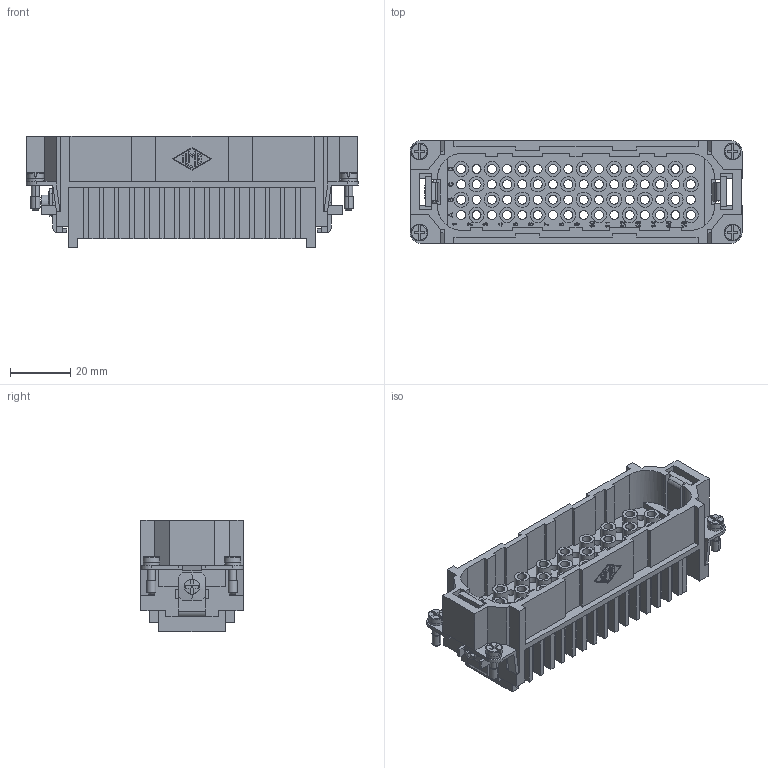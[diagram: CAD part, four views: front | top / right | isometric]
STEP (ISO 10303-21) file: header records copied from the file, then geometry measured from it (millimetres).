
FILE_DESCRIPTION((''),'2;1');
FILE_NAME('CDM 64.stp','2006-12-11T14:36:31',('gembarski'),(''),'Autodesk Inventor 7','Autodesk Inventor 7','');
FILE_SCHEMA(('AUTOMOTIVE_DESIGN { 1 0 10303 214 1 1 1 1 }'));
Length unit declared in the file: millimetre
Products named in the file (1): CDM 64
Bounding box: 110.2 x 34 x 37 mm (x, y, z)
Volume: 42722.8 mm3; surface area: 43581.2 mm2
Topology: 2 solids, 2 shells, 2057 faces, 5438 edges, 3597 vertices
Faces by surface type: plane 937, bspline 730, cylinder 372, torus 8, sphere 6, cone 4
Entity records: 66865 total; most frequent: CARTESIAN_POINT 18840, ORIENTED_EDGE 10882, DIRECTION 7989, EDGE_CURVE 5441, VERTEX_POINT 3597, VECTOR 3517, LINE 3517, EDGE_LOOP 2408
